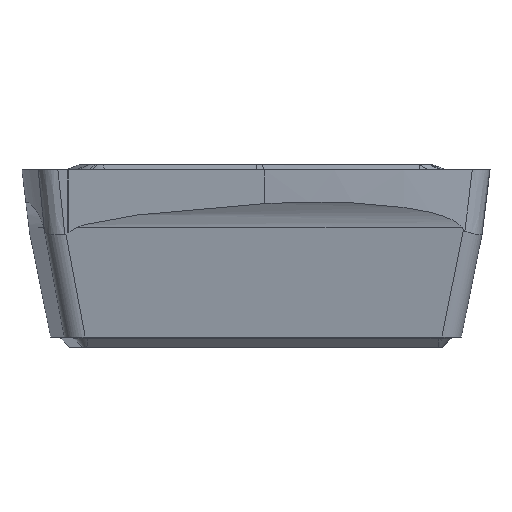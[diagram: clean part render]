
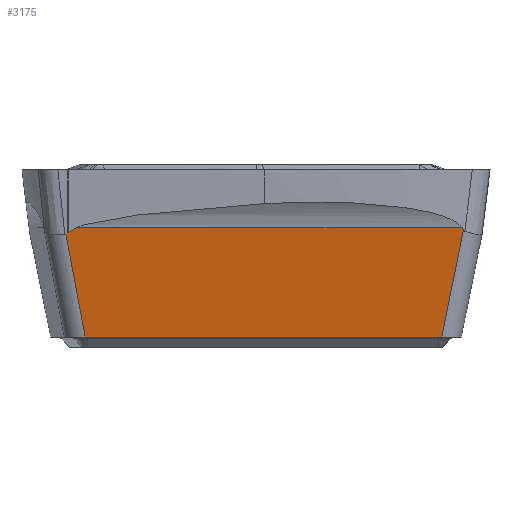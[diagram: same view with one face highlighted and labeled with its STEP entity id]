
A CAD part, left-side view. The second image highlights one B-rep face of the part: STEP entity #3175.
In plain terms, the highlighted planar face has unit normal (-0.981, -0.037, -0.191).
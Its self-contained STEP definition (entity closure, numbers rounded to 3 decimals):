
#28=DIRECTION('',(-0.194,0.18,0.964));
#29=VECTOR('',#28,4.146);
#30=CARTESIAN_POINT('',(-7.985,6.644,-6.5));
#31=LINE('',#30,#29);
#36=DIRECTION('',(-0.101,-0.742,0.663));
#37=VECTOR('',#36,0.086);
#38=CARTESIAN_POINT('',(-8.79,7.391,-2.503));
#39=LINE('',#38,#37);
#43=DIRECTION('',(-0.057,-0.883,0.466));
#44=VECTOR('',#43,0.341);
#45=CARTESIAN_POINT('',(-8.804,7.276,-2.409));
#46=LINE('',#45,#44);
#50=CARTESIAN_POINT('',(-8.256,-8.019,-2.25));
#51=CARTESIAN_POINT('',(-8.25,-8.036,-2.277));
#52=CARTESIAN_POINT('',(-8.244,-8.053,-2.304));
#53=CARTESIAN_POINT('',(-8.238,-8.07,-2.331));
#58=DIRECTION('',(0.18,0.194,-0.964));
#59=VECTOR('',#58,4.323);
#60=CARTESIAN_POINT('',(-8.238,-8.07,-2.331));
#61=LINE('',#60,#59);
#65=DIRECTION('',(0.038,-0.999,0.));
#66=VECTOR('',#65,13.884);
#67=CARTESIAN_POINT('',(-7.985,6.644,-6.5));
#68=LINE('',#67,#66);
#629=CARTESIAN_POINT('',(-8.804,7.276,-2.409));
#630=CARTESIAN_POINT('',(-8.803,7.295,-2.419));
#631=CARTESIAN_POINT('',(-8.801,7.312,-2.432));
#632=CARTESIAN_POINT('',(-8.799,7.328,-2.446));
#680=DIRECTION('',(-0.038,0.999,0.));
#681=VECTOR('',#680,15.004);
#682=CARTESIAN_POINT('',(-8.256,-8.019,
-2.25));
#683=LINE('',#682,#681);
#2886=CARTESIAN_POINT('',(-7.985,6.644,-6.5));
#2887=CARTESIAN_POINT('',(-7.459,-7.229,-6.5));
#2888=VERTEX_POINT('',#2886);
#2889=VERTEX_POINT('',#2887);
#2890=CARTESIAN_POINT('',(-8.79,7.391,
-2.503));
#2891=VERTEX_POINT('',#2890);
#2892=CARTESIAN_POINT('',(-8.799,7.328,
-2.446));
#2893=VERTEX_POINT('',#2892);
#2894=VERTEX_POINT('',#629);
#2895=CARTESIAN_POINT('',(-8.824,6.975,
-2.25));
#2896=VERTEX_POINT('',#2895);
#2897=CARTESIAN_POINT('',(-8.256,-8.019,
-2.25));
#2898=VERTEX_POINT('',#2897);
#2899=VERTEX_POINT('',#53);
#3152=CARTESIAN_POINT('',(-8.086,-0.306,-4.625));
#3153=DIRECTION('',(0.981,0.037,0.191));
#3154=DIRECTION('',(-0.191,-0.007,0.982));
#3155=AXIS2_PLACEMENT_3D('',#3152,#3153,#3154);
#3156=PLANE('',#3155);
#3158=ORIENTED_EDGE('',*,*,#3157,.F.);
#3160=ORIENTED_EDGE('',*,*,#3159,.T.);
#3162=ORIENTED_EDGE('',*,*,#3161,.T.);
#3164=ORIENTED_EDGE('',*,*,#3163,.F.);
#3166=ORIENTED_EDGE('',*,*,#3165,.T.);
#3168=ORIENTED_EDGE('',*,*,#3167,.F.);
#3170=ORIENTED_EDGE('',*,*,#3169,.T.);
#3172=ORIENTED_EDGE('',*,*,#3171,.T.);
#3173=EDGE_LOOP('',(#3158,#3160,#3162,#3164,#3166,#3168,#3170,#3172));
#3174=FACE_OUTER_BOUND('',#3173,.F.);
#54=B_SPLINE_CURVE_WITH_KNOTS('',3,(#50,#51,#52,#53),.UNSPECIFIED.,.F.,.F.,(4,
4),(0.,1.),.UNSPECIFIED.);
#633=B_SPLINE_CURVE_WITH_KNOTS('',3,(#629,#630,#631,#632),.UNSPECIFIED.,.F.,.F.,
(4,4),(0.,1.),.UNSPECIFIED.);
#3157=EDGE_CURVE('',#2888,#2889,#68,.T.);
#3159=EDGE_CURVE('',#2888,#2891,#31,.T.);
#3161=EDGE_CURVE('',#2891,#2893,#39,.T.);
#3163=EDGE_CURVE('',#2894,#2893,#633,.T.);
#3165=EDGE_CURVE('',#2894,#2896,#46,.T.);
#3167=EDGE_CURVE('',#2898,#2896,#683,.T.);
#3169=EDGE_CURVE('',#2898,#2899,#54,.T.);
#3171=EDGE_CURVE('',#2899,#2889,#61,.T.);
#3175=ADVANCED_FACE('',(#3174),#3156,.F.);
